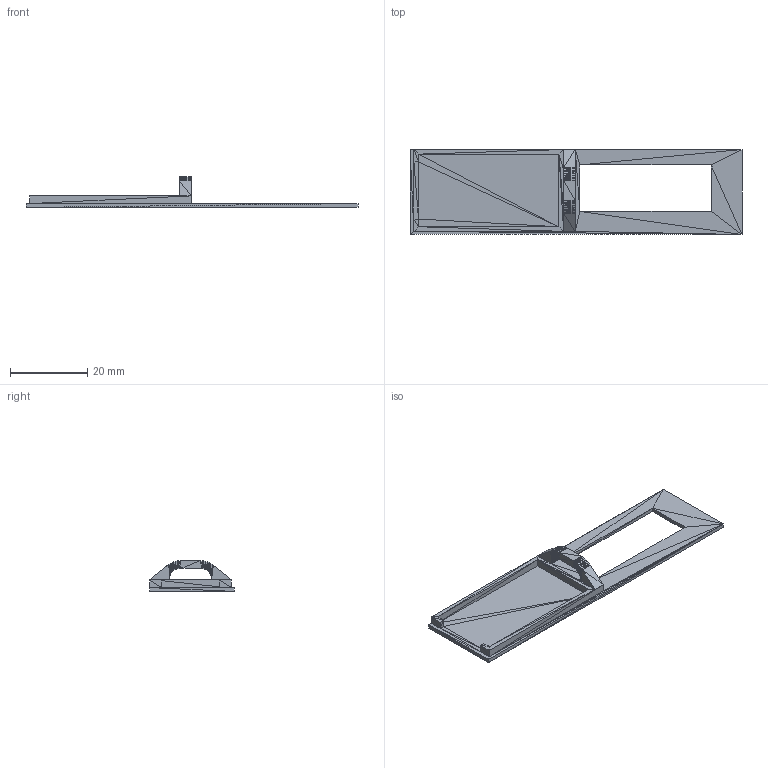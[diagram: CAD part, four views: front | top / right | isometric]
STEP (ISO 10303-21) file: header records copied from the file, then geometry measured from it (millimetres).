
FILE_DESCRIPTION (( 'STEP AP214' ), '1' );
FILE_NAME ('GamePi_2_Teensy_Socket.STEP', '2019-08-13T04:15:23', ( '' ), ( '' ), 'SwSTEP 2.0', 'SolidWorks 2018', '' );
FILE_SCHEMA (( 'AUTOMOTIVE_DESIGN' ));
Length unit declared in the file: millimetre
Products named in the file (1): GamePi_2_Teensy_Socket
Bounding box: 86 x 22 x 8 mm (x, y, z)
Volume: 1988.2 mm3; surface area: 3870.6 mm2
Topology: 1 solids, 1 shells, 256 faces, 386 edges, 128 vertices
Faces by surface type: plane 256
Entity records: 5048 total; most frequent: DIRECTION 900, ORIENTED_EDGE 772, CARTESIAN_POINT 771, VECTOR 386, EDGE_CURVE 386, LINE 386, AXIS2_PLACEMENT_3D 257, ADVANCED_FACE 256
